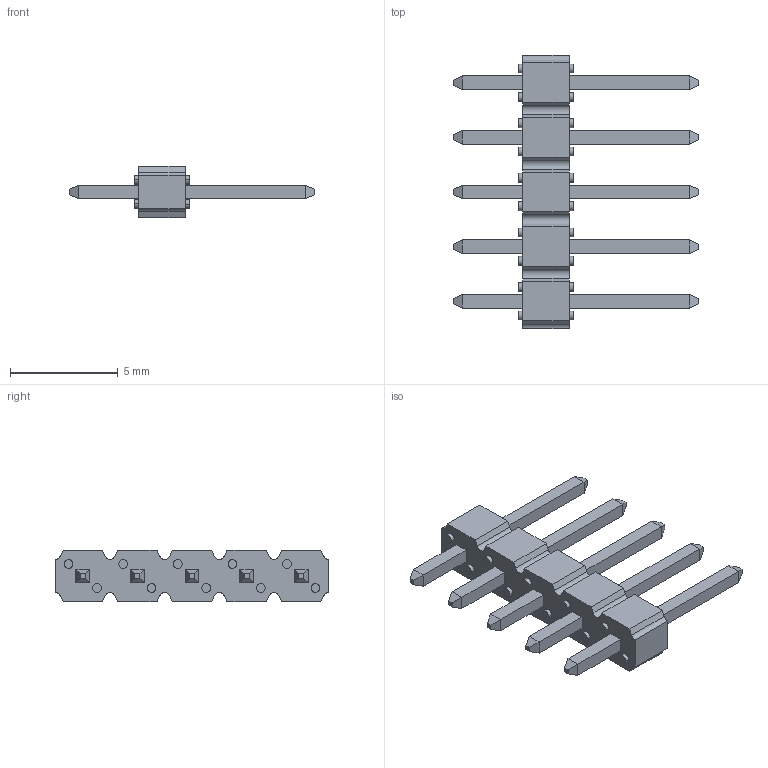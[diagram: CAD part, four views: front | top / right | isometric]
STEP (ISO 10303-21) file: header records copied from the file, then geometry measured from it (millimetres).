
FILE_DESCRIPTION((''),'2;1');
FILE_NAME('MSBR-1','2014-07-08T',('guohe'),('FCI'),'PRO/ENGINEER BY PARAMETRIC TECHNOLOGY CORPORATION, 2013150','PRO/ENGINEER BY PARAMETRIC TECHNOLOGY CORPORATION, 2013150','');
FILE_SCHEMA(('AUTOMOTIVE_DESIGN { 1 0 10303 214 1 1 1 1 }'));
Length unit declared in the file: millimetre
Products named in the file (1): MSBR-1
Bounding box: 11.43 x 12.7 x 2.41 mm (x, y, z)
Volume: 79.6 mm3; surface area: 246.2 mm2
Topology: 1 solids, 1 shells, 196 faces, 452 edges, 288 vertices
Faces by surface type: plane 144, cylinder 52
Entity records: 5707 total; most frequent: DIRECTION 948, CARTESIAN_POINT 938, ORIENTED_EDGE 904, EDGE_CURVE 452, VECTOR 348, LINE 348, AXIS2_PLACEMENT_3D 300, VERTEX_POINT 288
